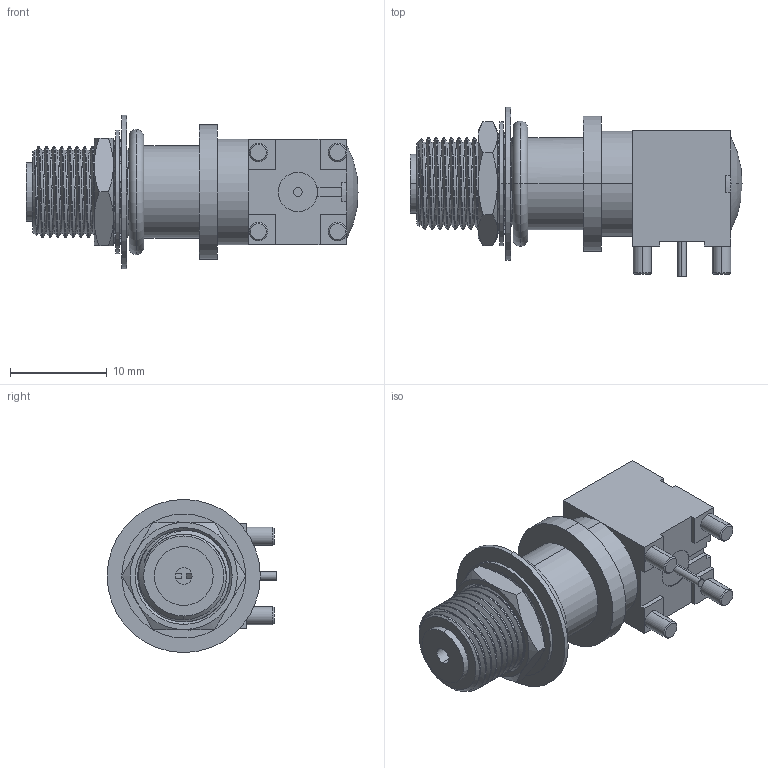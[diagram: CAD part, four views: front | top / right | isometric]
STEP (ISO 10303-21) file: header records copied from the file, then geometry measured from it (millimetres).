
FILE_DESCRIPTION (( 'STEP AP203' ), '1' );
FILE_NAME ('PE44895 ¦ SC2230.step', '2019-08-15T21:19:22', ( '' ), ( '' ), 'SwSTEP 2.0', 'SolidWorks 2018', '' );
FILE_SCHEMA (( 'CONFIG_CONTROL_DESIGN' ));
Length unit declared in the file: inch
Products named in the file (1): PE44895 ｦ SC2230
Bounding box: 34.4 x 17.59 x 15.88 mm (x, y, z)
Volume: 3139 mm3; surface area: 2834.2 mm2
Topology: 5 solids, 5 shells, 289 faces, 797 edges, 525 vertices
Faces by surface type: cylinder 121, plane 83, bspline 52, cone 27, torus 6
Entity records: 14901 total; most frequent: CARTESIAN_POINT 8176, ORIENTED_EDGE 1590, DIRECTION 1137, EDGE_CURVE 795, VERTEX_POINT 525, AXIS2_PLACEMENT_3D 407, VECTOR 323, LINE 323
